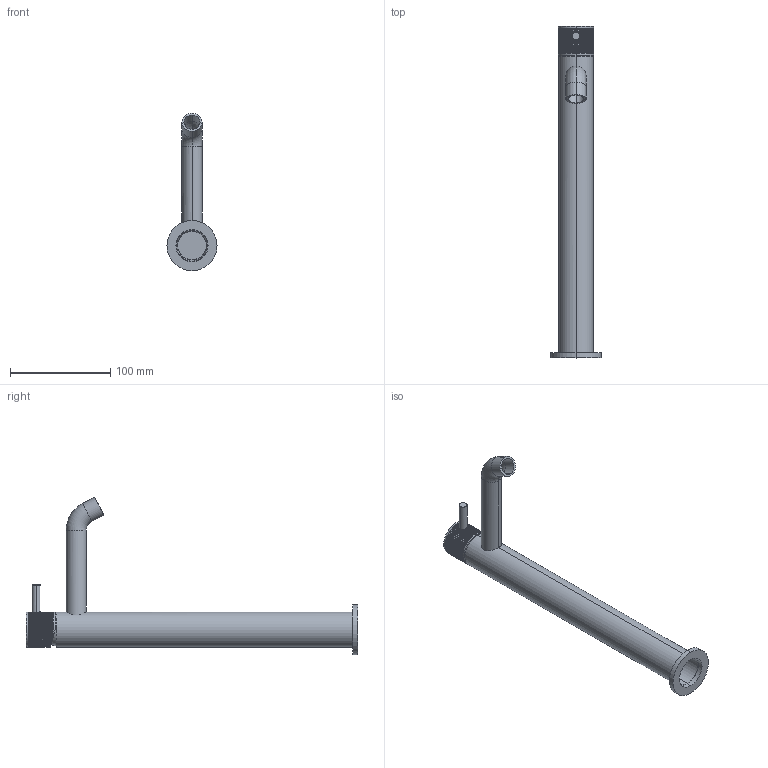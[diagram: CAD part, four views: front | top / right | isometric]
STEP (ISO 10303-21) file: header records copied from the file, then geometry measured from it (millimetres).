
FILE_DESCRIPTION (( 'STEP AP203' ), '1' );
FILE_NAME ('COS Basin Mixer_Fluted_Tall_v11023.STEP', '2023-10-11T11:16:05', ( '' ), ( '' ), 'SwSTEP 2.0', 'SolidWorks 2019', '' );
FILE_SCHEMA (( 'CONFIG_CONTROL_DESIGN' ));
Length unit declared in the file: millimetre
Products named in the file (5): Basin Mixer body_v11023_Tall BM; Fluted 35mm BM Handle_v11023; Basin mixer shroud_v11023; COS Basin Mixer_Fluted_Tall_v11023; Basin MIxer Base Plate_v11023
Assembly tree (4 placements, depth 2):
  COS Basin Mixer_Fluted_Tall_v11023
    Basin Mixer body_v11023_Tall BM
    Basin mixer shroud_v11023
    Basin MIxer Base Plate_v11023
    Fluted 35mm BM Handle_v11023
Bounding box: 50 x 331.01 x 156.91 mm (x, y, z)
Volume: 88237.2 mm3; surface area: 88941.8 mm2
Topology: 4 solids, 4 shells, 651 faces, 1590 edges, 980 vertices
Faces by surface type: cylinder 255, bspline 242, plane 146, torus 6, sphere 2
Entity records: 36542 total; most frequent: CARTESIAN_POINT 23854, ORIENTED_EDGE 3176, EDGE_CURVE 1588, DIRECTION 1517, VERTEX_POINT 980, B_SPLINE_CURVE_WITH_KNOTS 858, EDGE_LOOP 694, FACE_OUTER_BOUND 651
